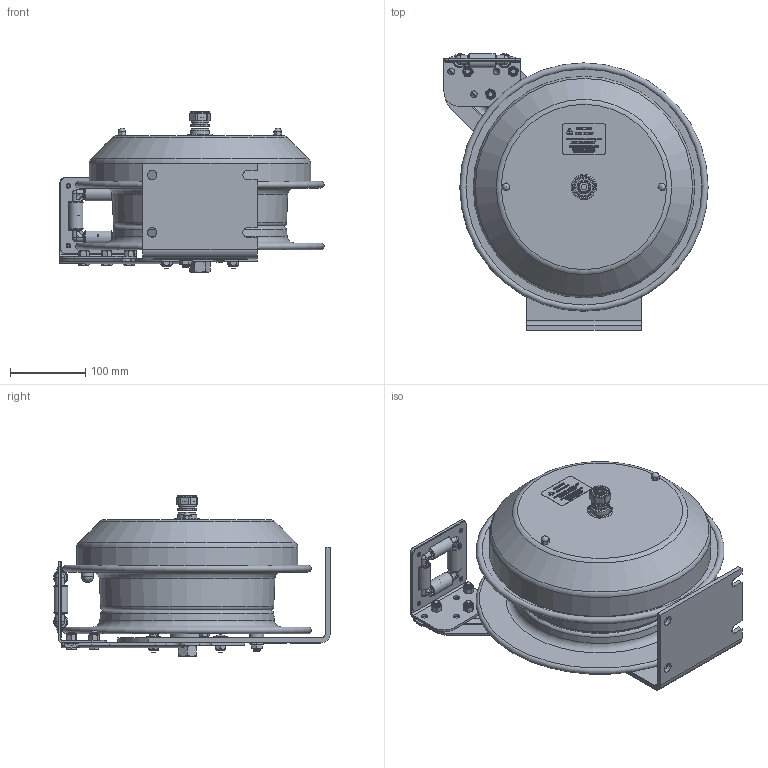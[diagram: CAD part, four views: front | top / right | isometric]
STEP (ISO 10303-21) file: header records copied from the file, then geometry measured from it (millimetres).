
FILE_DESCRIPTION(/* description */ (''),/* implementation_level */ '2;1');
FILE_NAME(/* name */ 'EZ-PC13-5016-K_SHARED.stp',/* time_stamp */ '2020-03-12T13:36:15-07:00',/* author */ ('NMelton'),/* organization */ (''),/* preprocessor_version */ 'ST-DEVELOPER v17',/* originating_system */ 'Autodesk Inventor 2019',/* authorisation */ '');
FILE_SCHEMA (('AUTOMOTIVE_DESIGN { 1 0 10303 214 3 1 1 }'));
Products named in the file (1): EZ-PC13-5016-K_SHARED
Bounding box: 351.32 x 368.05 x 213.98 mm (x, y, z)
Surface area: 757066.2 mm2 (no closed solid volume)
Topology: 0 solids, 119 shells, 3876 faces, 13625 edges, 9555 vertices
Faces by surface type: plane 2260, bspline 1106, cylinder 277, cone 125, torus 66, sphere 42
Full cylindrical faces by diameter (mm): 2.54 x1, 3.048 x1, 4.699 x4, 4.826 x2, 5.556 x4, 5.588 x2, 6.35 x4, 7.62 x1, 7.938 x3, 8.731 x7, 11.43 x3, 12.192 x8, 12.446 x1, 12.7 x3, 15.875 x2, 16.002 x1, 17.399 x1, 18.542 x1, 19.05 x5, 21.488 x1, 23.698 x1, 25.4 x2, 26.568 x1, 28.575 x1, 28.702 x1, 34.112 x1, 44.044 x1, 294.386 x1
Entity records: 156217 total; most frequent: CARTESIAN_POINT 45872, ORIENTED_EDGE 22719, DIRECTION 17237, EDGE_CURVE 13578, VERTEX_POINT 9555, LINE 8747, VECTOR 8747, EDGE_LOOP 4393
